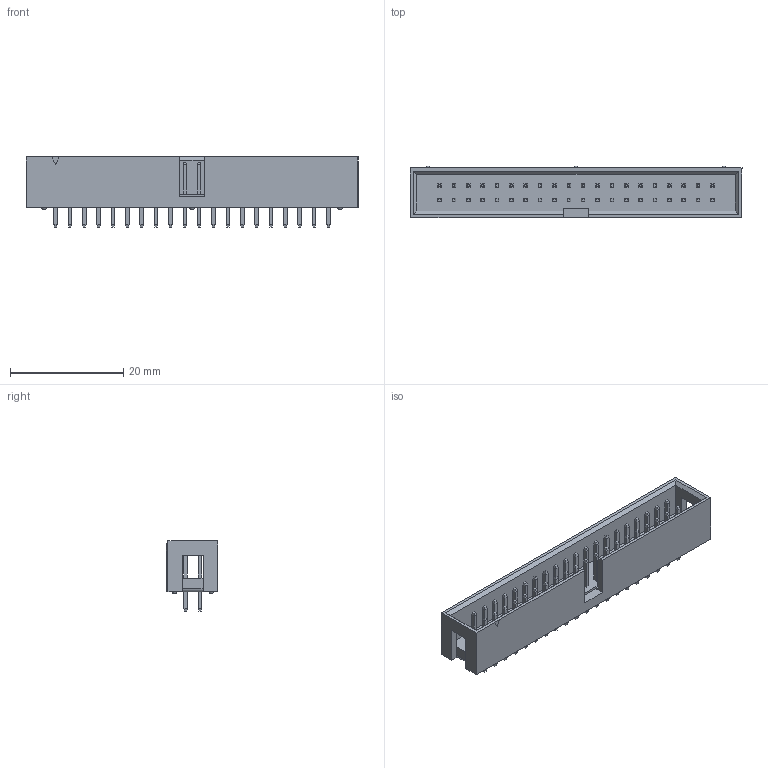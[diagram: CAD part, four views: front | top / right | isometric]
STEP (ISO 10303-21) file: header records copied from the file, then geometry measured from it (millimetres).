
FILE_DESCRIPTION(('STEP AP214'), '1');
FILE_NAME('DS1013-10SSiB', '2017-07-15T11:52:16', ('Nobody'), (''), 'ASCON STEP Converter 1.3', 'ASCON Math Kernel', '');
FILE_SCHEMA(('AUTOMOTIVE_DESIGN { 1 0 10303 214 3 1 1}'));
Length unit declared in the file: millimetre
Assembly tree (41 placements, depth 2):
  (unnamed)
    (unnamed)
    (unnamed)  x40
Bounding box: 58.7 x 9.1 x 12.4 mm (x, y, z)
Volume: 2216.3 mm3; surface area: 4316.8 mm2
Topology: 41 solids, 41 shells, 970 faces, 2057 edges, 1208 vertices
Faces by surface type: plane 956, torus 6, cylinder 5, sphere 3
Entity records: 15915 total; most frequent: CARTESIAN_POINT 2006, DIRECTION 1916, ORIENTED_EDGE 1912, EDGE_CURVE 956, LINE 928, VECTOR 928, VERTEX_POINT 584, AXIS2_PLACEMENT_3D 494
